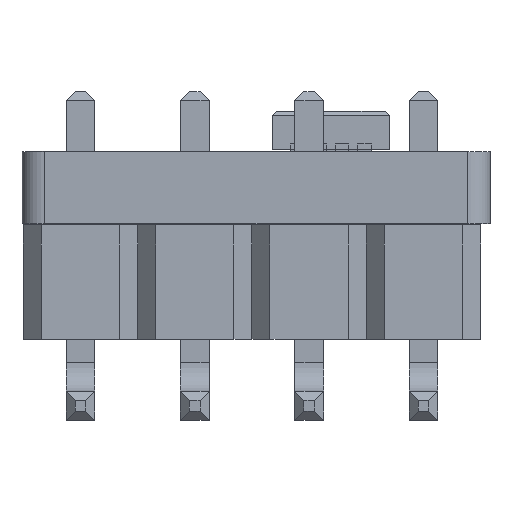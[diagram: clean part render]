
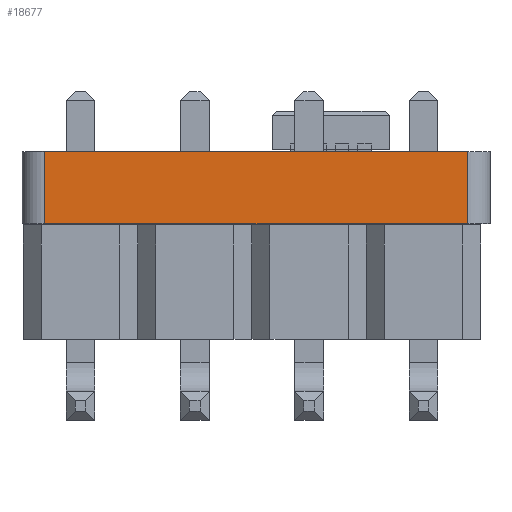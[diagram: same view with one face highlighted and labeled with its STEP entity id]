
A CAD part, left-side view. The second image highlights one B-rep face of the part: STEP entity #18677.
In plain terms, the highlighted planar face has unit normal (-1, 0, 0).
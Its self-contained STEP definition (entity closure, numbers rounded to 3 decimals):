
#2264=FACE_OUTER_BOUND('',#3380,.T.);
#3380=EDGE_LOOP('',(#14917,#14918,#14919,#14920));
#3977=LINE('',#23841,#5812);
#4197=LINE('',#25375,#6032);
#4863=LINE('',#30258,#6698);
#4865=LINE('',#30261,#6700);
#5812=VECTOR('',#20252,10.);
#6032=VECTOR('',#20640,10.);
#6698=VECTOR('',#21814,10.);
#6700=VECTOR('',#21818,10.);
#7637=VERTEX_POINT('',#23837);
#7639=VERTEX_POINT('',#23840);
#7863=VERTEX_POINT('',#25361);
#7869=VERTEX_POINT('',#25373);
#9451=EDGE_CURVE('',#7639,#7637,#3977,.T.);
#9787=EDGE_CURVE('',#7869,#7863,#4197,.T.);
#10816=EDGE_CURVE('',#7863,#7637,#4863,.T.);
#10818=EDGE_CURVE('',#7639,#7869,#4865,.T.);
#14917=ORIENTED_EDGE('',*,*,#10816,.F.);
#14918=ORIENTED_EDGE('',*,*,#9787,.F.);
#14919=ORIENTED_EDGE('',*,*,#10818,.F.);
#14920=ORIENTED_EDGE('',*,*,#9451,.T.);
#17837=PLANE('',#19685);
#18677=ADVANCED_FACE('',(#2264),#17837,.T.);
#19685=AXIS2_PLACEMENT_3D('',#30260,#21816,#21817);
#20252=DIRECTION('',(0.,-1.,0.));
#20640=DIRECTION('',(0.,-1.,0.));
#21814=DIRECTION('',(0.,0.,-1.));
#21816=DIRECTION('center_axis',(-1.,0.,0.));
#21817=DIRECTION('ref_axis',(0.,-1.,0.));
#21818=DIRECTION('',(0.,0.,1.));
#23837=CARTESIAN_POINT('',(0.,0.5,0.));
#23840=CARTESIAN_POINT('',(0.,9.9,0.));
#23841=CARTESIAN_POINT('',(0.,10.4,0.));
#25361=CARTESIAN_POINT('',(0.,0.5,1.6));
#25373=CARTESIAN_POINT('',(0.,9.9,1.6));
#25375=CARTESIAN_POINT('',(0.,10.4,1.6));
#30258=CARTESIAN_POINT('',(0.,0.5,0.));
#30260=CARTESIAN_POINT('Origin',(0.,10.4,0.));
#30261=CARTESIAN_POINT('',(0.,9.9,0.));
